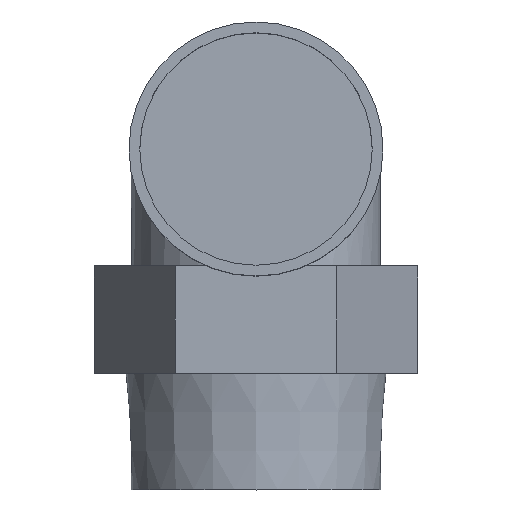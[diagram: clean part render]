
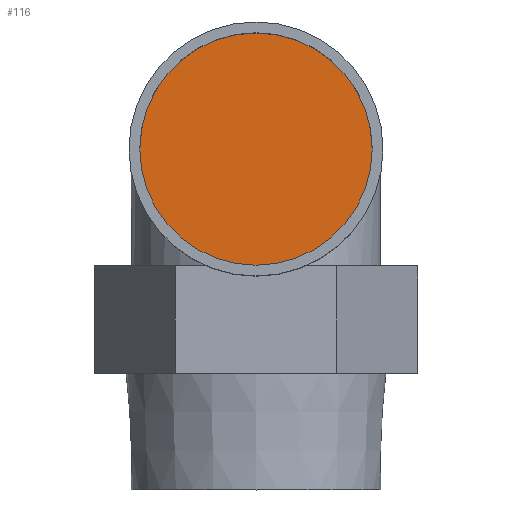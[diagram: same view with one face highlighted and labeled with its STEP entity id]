
A CAD part, top view. The second image highlights one B-rep face of the part: STEP entity #116.
In plain terms, the highlighted planar face has unit normal (0, 0, 1).
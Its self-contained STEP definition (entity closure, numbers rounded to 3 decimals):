
#116 = ADVANCED_FACE( '', ( #240 ), #241, .F. );
#240 = FACE_OUTER_BOUND( '', #390, .T. );
#241 = PLANE( '', #391 );
#390 = EDGE_LOOP( '', ( #633 ) );
#391 = AXIS2_PLACEMENT_3D( '', #634, #635, #636 );
#633 = ORIENTED_EDGE( '', *, *, #674, .F. );
#634 = CARTESIAN_POINT( '', ( 0., 52., 61. ) );
#635 = DIRECTION( '', ( 0., 0., -1. ) );
#636 = DIRECTION( '', ( -1., 0., 0. ) );
#674 = EDGE_CURVE( '', #790, #790, #791, .T. );
#790 = VERTEX_POINT( '', #942 );
#791 = CIRCLE( '', #943, 27. );
#942 = CARTESIAN_POINT( '', ( 27., 52., 61. ) );
#943 = AXIS2_PLACEMENT_3D( '', #1222, #1223, #1224 );
#1222 = CARTESIAN_POINT( '', ( 0., 52., 61. ) );
#1223 = DIRECTION( '', ( 0., 0., -1. ) );
#1224 = DIRECTION( '', ( 1., 0., 0. ) );
